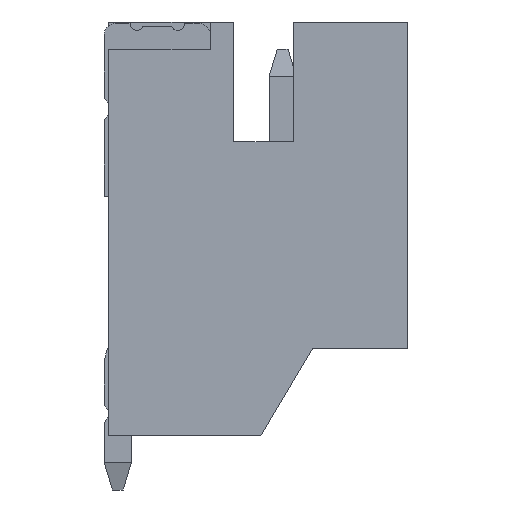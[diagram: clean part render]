
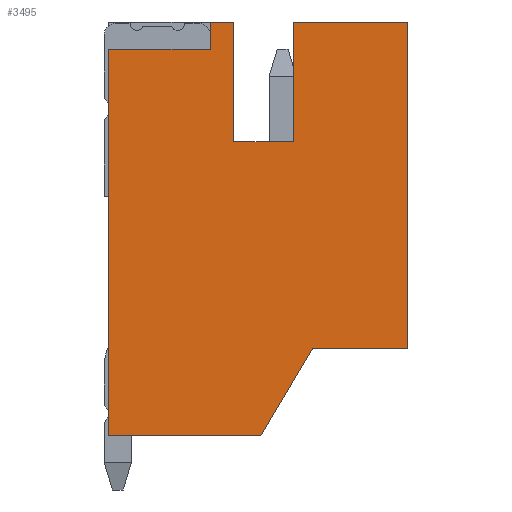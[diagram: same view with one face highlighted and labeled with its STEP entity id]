
A CAD part, left-side view. The second image highlights one B-rep face of the part: STEP entity #3495.
In plain terms, the highlighted planar face has unit normal (-1, 0, 0).
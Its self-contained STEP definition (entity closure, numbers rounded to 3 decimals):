
#356=ORIENTED_EDGE('',*,*,#1344,.F.);
#357=ORIENTED_EDGE('',*,*,#1345,.F.);
#358=ORIENTED_EDGE('',*,*,#1265,.T.);
#359=ORIENTED_EDGE('',*,*,#1346,.T.);
#360=ORIENTED_EDGE('',*,*,#1347,.T.);
#361=ORIENTED_EDGE('',*,*,#1145,.T.);
#362=ORIENTED_EDGE('',*,*,#1226,.T.);
#363=ORIENTED_EDGE('',*,*,#1250,.T.);
#364=ORIENTED_EDGE('',*,*,#1348,.F.);
#365=ORIENTED_EDGE('',*,*,#1349,.F.);
#366=ORIENTED_EDGE('',*,*,#1350,.F.);
#367=ORIENTED_EDGE('',*,*,#1313,.T.);
#1145=EDGE_CURVE('',#1660,#1659,#1995,.T.);
#1226=EDGE_CURVE('',#1659,#1730,#2076,.T.);
#1250=EDGE_CURVE('',#1730,#1752,#2100,.T.);
#1265=EDGE_CURVE('',#1764,#1765,#2115,.T.);
#1313=EDGE_CURVE('',#1802,#1801,#2163,.T.);
#1344=EDGE_CURVE('',#1824,#1801,#2194,.T.);
#1345=EDGE_CURVE('',#1764,#1824,#2195,.T.);
#1346=EDGE_CURVE('',#1765,#1825,#2196,.T.);
#1347=EDGE_CURVE('',#1825,#1660,#2197,.T.);
#1348=EDGE_CURVE('',#1826,#1752,#2198,.T.);
#1349=EDGE_CURVE('',#1827,#1826,#2199,.T.);
#1350=EDGE_CURVE('',#1802,#1827,#2200,.T.);
#1659=VERTEX_POINT('',#4858);
#1660=VERTEX_POINT('',#4860);
#1730=VERTEX_POINT('',#5016);
#1752=VERTEX_POINT('',#5064);
#1764=VERTEX_POINT('',#5093);
#1765=VERTEX_POINT('',#5094);
#1801=VERTEX_POINT('',#5186);
#1802=VERTEX_POINT('',#5188);
#1824=VERTEX_POINT('',#5247);
#1825=VERTEX_POINT('',#5250);
#1826=VERTEX_POINT('',#5253);
#1827=VERTEX_POINT('',#5255);
#1995=LINE('',#4859,#2481);
#2076=LINE('',#5017,#2562);
#2100=LINE('',#5065,#2586);
#2115=LINE('',#5092,#2601);
#2163=LINE('',#5187,#2649);
#2194=LINE('',#5246,#2680);
#2195=LINE('',#5248,#2681);
#2196=LINE('',#5249,#2682);
#2197=LINE('',#5251,#2683);
#2198=LINE('',#5252,#2684);
#2199=LINE('',#5254,#2685);
#2200=LINE('',#5256,#2686);
#2481=VECTOR('',#3925,1000.);
#2562=VECTOR('',#4018,1000.);
#2586=VECTOR('',#4046,1000.);
#2601=VECTOR('',#4063,1000.);
#2649=VECTOR('',#4129,1000.);
#2680=VECTOR('',#4172,1000.);
#2681=VECTOR('',#4173,1000.);
#2682=VECTOR('',#4174,1000.);
#2683=VECTOR('',#4175,1000.);
#2684=VECTOR('',#4176,1000.);
#2685=VECTOR('',#4177,1000.);
#2686=VECTOR('',#4178,1000.);
#2973=EDGE_LOOP('',(#356,#357,#358,#359,#360,#361,#362,#363,#364,#365,#366,
#367));
#3155=FACE_BOUND('',#2973,.T.);
#3332=PLANE('',#3710);
#3495=ADVANCED_FACE('',(#3155),#3332,.T.);
#3710=AXIS2_PLACEMENT_3D('',#5245,#4170,#4171);
#3925=DIRECTION('',(0.,-1.,0.));
#4018=DIRECTION('',(0.,0.,1.));
#4046=DIRECTION('',(0.,1.,0.));
#4063=DIRECTION('',(0.,0.,-1.));
#4129=DIRECTION('',(0.,1.,0.));
#4170=DIRECTION('',(-1.,0.,0.));
#4171=DIRECTION('',(0.,0.,1.));
#4172=DIRECTION('',(0.,0.,1.));
#4173=DIRECTION('',(0.,-1.,0.));
#4174=DIRECTION('',(0.,-1.,0.));
#4175=DIRECTION('',(0.,-0.511,0.86));
#4176=DIRECTION('',(0.,0.,1.));
#4177=DIRECTION('',(0.,-1.,0.));
#4178=DIRECTION('',(0.,0.,-1.));
#4858=CARTESIAN_POINT('',(-6.,-2.75,-3.));
#4859=CARTESIAN_POINT('',(-6.,2.75,-3.));
#4860=CARTESIAN_POINT('',(-6.,-1.,-3.));
#5016=CARTESIAN_POINT('',(-6.,-2.75,3.));
#5017=CARTESIAN_POINT('',(-6.,-2.75,-3.));
#5064=CARTESIAN_POINT('',(-6.,-0.65,3.));
#5065=CARTESIAN_POINT('',(-6.,-2.75,3.));
#5092=CARTESIAN_POINT('',(-6.,2.75,3.));
#5093=CARTESIAN_POINT('',(-6.,2.75,2.5));
#5094=CARTESIAN_POINT('',(-6.,2.75,-4.6));
#5186=CARTESIAN_POINT('',(-6.,0.88,3.));
#5187=CARTESIAN_POINT('',(-6.,-2.75,3.));
#5188=CARTESIAN_POINT('',(-6.,0.45,3.));
#5245=CARTESIAN_POINT('',(-6.,0.,0.));
#5246=CARTESIAN_POINT('',(-6.,0.88,2.5));
#5247=CARTESIAN_POINT('',(-6.,0.88,2.5));
#5248=CARTESIAN_POINT('',(-6.,2.75,2.5));
#5249=CARTESIAN_POINT('',(-6.,2.75,-4.6));
#5250=CARTESIAN_POINT('',(-6.,-0.05,-4.6));
#5251=CARTESIAN_POINT('',(-6.,-0.05,-4.6));
#5252=CARTESIAN_POINT('',(-6.,-0.65,0.8));
#5253=CARTESIAN_POINT('',(-6.,-0.65,0.8));
#5254=CARTESIAN_POINT('',(-6.,0.45,0.8));
#5255=CARTESIAN_POINT('',(-6.,0.45,0.8));
#5256=CARTESIAN_POINT('',(-6.,0.45,3.));
